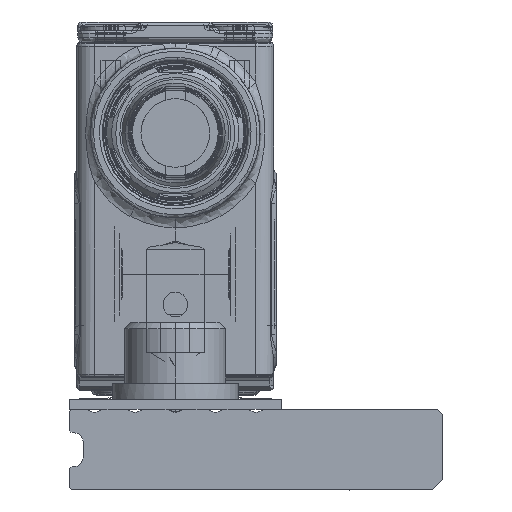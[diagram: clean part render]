
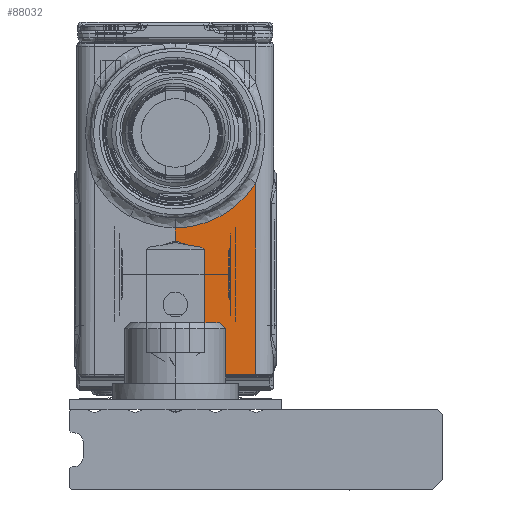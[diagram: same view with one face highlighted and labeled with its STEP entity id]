
A CAD part, left-side view. The second image highlights one B-rep face of the part: STEP entity #88032.
In plain terms, the highlighted planar face has unit normal (-1, -0.018, 0).
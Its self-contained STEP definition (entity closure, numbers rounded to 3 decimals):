
#87999=AXIS2_PLACEMENT_3D('Plane Axis2P3D',#87996,#87997,#87998) ;
#86676=CARTESIAN_POINT('Vertex',(-312.275,18.519,-32.418)) ;
#86764=CARTESIAN_POINT('Control Point',(-312.395,25.39,-19.564)) ;
#86765=CARTESIAN_POINT('Control Point',(-312.397,25.467,-19.508)) ;
#86766=CARTESIAN_POINT('Control Point',(-312.4,25.631,-19.409)) ;
#86767=CARTESIAN_POINT('Control Point',(-312.404,25.856,-19.329)) ;
#86768=CARTESIAN_POINT('Control Point',(-312.407,26.041,-19.292)) ;
#86769=CARTESIAN_POINT('Control Point',(-312.408,26.135,-19.282)) ;
#86770=CARTESIAN_POINT('Control Point',(-312.409,26.182,-19.28)) ;
#86771=CARTESIAN_POINT('Vertex',(-312.395,25.39,-19.564)) ;
#86773=CARTESIAN_POINT('Vertex',(-312.409,26.182,-19.28)) ;
#86820=CARTESIAN_POINT('Line Origine',(-312.424,27.007,-19.239)) ;
#86824=CARTESIAN_POINT('Vertex',(-312.415,26.5,-19.264)) ;
#86852=CARTESIAN_POINT('Line Origine',(-312.345,22.509,-32.418)) ;
#86856=CARTESIAN_POINT('Vertex',(-312.365,23.636,-32.418)) ;
#86911=CARTESIAN_POINT('Control Point',(-312.365,23.636,-19.992)) ;
#86912=CARTESIAN_POINT('Control Point',(-312.365,23.636,-19.987)) ;
#86913=CARTESIAN_POINT('Control Point',(-312.365,23.636,-19.983)) ;
#86914=CARTESIAN_POINT('Control Point',(-312.365,23.637,-19.978)) ;
#86915=CARTESIAN_POINT('Control Point',(-312.365,23.641,-19.966)) ;
#86916=CARTESIAN_POINT('Control Point',(-312.365,23.648,-19.955)) ;
#86917=CARTESIAN_POINT('Control Point',(-312.365,23.653,-19.949)) ;
#86918=CARTESIAN_POINT('Control Point',(-312.365,23.666,-19.934)) ;
#86919=CARTESIAN_POINT('Control Point',(-312.366,23.682,-19.922)) ;
#86920=CARTESIAN_POINT('Control Point',(-312.366,23.692,-19.915)) ;
#86921=CARTESIAN_POINT('Control Point',(-312.366,23.719,-19.898)) ;
#86922=CARTESIAN_POINT('Control Point',(-312.367,23.748,-19.883)) ;
#86923=CARTESIAN_POINT('Control Point',(-312.367,23.765,-19.875)) ;
#86924=CARTESIAN_POINT('Control Point',(-312.368,23.813,-19.855)) ;
#86925=CARTESIAN_POINT('Control Point',(-312.369,23.862,-19.838)) ;
#86926=CARTESIAN_POINT('Control Point',(-312.369,23.888,-19.829)) ;
#86927=CARTESIAN_POINT('Control Point',(-312.371,23.969,-19.804)) ;
#86928=CARTESIAN_POINT('Control Point',(-312.372,24.048,-19.784)) ;
#86929=CARTESIAN_POINT('Control Point',(-312.373,24.096,-19.772)) ;
#86930=CARTESIAN_POINT('Control Point',(-312.375,24.214,-19.745)) ;
#86931=CARTESIAN_POINT('Control Point',(-312.377,24.334,-19.721)) ;
#86932=CARTESIAN_POINT('Control Point',(-312.378,24.401,-19.709)) ;
#86933=CARTESIAN_POINT('Control Point',(-312.382,24.644,-19.666)) ;
#86934=CARTESIAN_POINT('Control Point',(-312.387,24.888,-19.629)) ;
#86935=CARTESIAN_POINT('Control Point',(-312.39,25.056,-19.606)) ;
#86936=CARTESIAN_POINT('Control Point',(-312.392,25.223,-19.585)) ;
#86937=CARTESIAN_POINT('Control Point',(-312.395,25.39,-19.564)) ;
#86938=CARTESIAN_POINT('Vertex',(-312.365,23.636,-19.992)) ;
#87070=CARTESIAN_POINT('Line Origine',(-312.365,23.636,-26.205)) ;
#87953=CARTESIAN_POINT('Line Origine',(-312.275,18.519,-16.627)) ;
#87957=CARTESIAN_POINT('Vertex',(-312.275,18.519,-13.429)) ;
#87996=CARTESIAN_POINT('Axis2P3D Location',(-312.415,26.5,-34.492)) ;
#88002=CARTESIAN_POINT('Control Point',(-312.275,18.519,-13.429)) ;
#88003=CARTESIAN_POINT('Control Point',(-312.284,18.992,-14.196)) ;
#88004=CARTESIAN_POINT('Control Point',(-312.294,19.557,-14.906)) ;
#88005=CARTESIAN_POINT('Control Point',(-312.305,20.205,-15.545)) ;
#88006=CARTESIAN_POINT('Control Point',(-312.33,21.641,-16.654)) ;
#88007=CARTESIAN_POINT('Control Point',(-312.359,23.299,-17.393)) ;
#88008=CARTESIAN_POINT('Control Point',(-312.374,24.168,-17.661)) ;
#88009=CARTESIAN_POINT('Control Point',(-312.392,25.168,-17.841)) ;
#88010=CARTESIAN_POINT('Control Point',(-312.409,26.176,-17.887)) ;
#88011=CARTESIAN_POINT('Control Point',(-312.411,26.284,-17.89)) ;
#88012=CARTESIAN_POINT('Control Point',(-312.413,26.392,-17.892)) ;
#88013=CARTESIAN_POINT('Control Point',(-312.415,26.5,-17.892)) ;
#88014=CARTESIAN_POINT('Vertex',(-312.415,26.5,-17.892)) ;
#88017=CARTESIAN_POINT('Line Origine',(-312.415,26.5,-18.578)) ;
#86821=DIRECTION('Vector Direction',(-0.017,0.999,0.05)) ;
#86853=DIRECTION('Vector Direction',(0.017,-1.,0.)) ;
#87071=DIRECTION('Vector Direction',(0.,0.,-1.)) ;
#87954=DIRECTION('Vector Direction',(0.,0.,-1.)) ;
#87997=DIRECTION('Axis2P3D Direction',(1.,0.017,0.)) ;
#87998=DIRECTION('Axis2P3D XDirection',(0.,0.,-1.)) ;
#88018=DIRECTION('Vector Direction',(0.,0.,-1.)) ;
#86822=VECTOR('Line Direction',#86821,1.) ;
#86854=VECTOR('Line Direction',#86853,1.) ;
#87072=VECTOR('Line Direction',#87071,1.) ;
#87955=VECTOR('Line Direction',#87954,1.) ;
#88019=VECTOR('Line Direction',#88018,1.) ;
#88023=ORIENTED_EDGE('',*,*,#86940,.F.) ;
#88024=ORIENTED_EDGE('',*,*,#87074,.T.) ;
#88025=ORIENTED_EDGE('',*,*,#86858,.F.) ;
#88026=ORIENTED_EDGE('',*,*,#87959,.F.) ;
#88027=ORIENTED_EDGE('',*,*,#88016,.T.) ;
#88028=ORIENTED_EDGE('',*,*,#88021,.T.) ;
#88029=ORIENTED_EDGE('',*,*,#86826,.T.) ;
#88030=ORIENTED_EDGE('',*,*,#86775,.F.) ;
#88032=ADVANCED_FACE('Brep With Voids',(#88031),#88000,.F.) ;
#86763=B_SPLINE_CURVE_WITH_KNOTS('',3,(#86764,#86765,#86766,#86767,#86768,#86769,#86770),.UNSPECIFIED.,.F.,.U.,(4,1,1,1,4),(1.187,1.421,1.653,1.769,1.885),.UNSPECIFIED.) ;
#86910=B_SPLINE_CURVE_WITH_KNOTS('',5,(#86911,#86912,#86913,#86914,#86915,#86916,#86917,#86918,#86919,#86920,#86921,#86922,#86923,#86924,#86925,#86926,#86927,#86928,#86929,#86930,#86931,#86932,#86933,#86934,#86935,#86936,#86937),.UNSPECIFIED.,.F.,.U.,(6,3,3,3,3,3,3,3,6),(0.,0.033,0.086,0.173,0.31,0.541,0.896,1.426,2.622),.UNSPECIFIED.) ;
#88001=B_SPLINE_CURVE_WITH_KNOTS('',5,(#88002,#88003,#88004,#88005,#88006,#88007,#88008,#88009,#88010,#88011,#88012,#88013),.UNSPECIFIED.,.F.,.U.,(6,3,3,6),(0.,6.385,12.773,13.537),.UNSPECIFIED.) ;
#86775=EDGE_CURVE('',#86772,#86774,#86763,.T.) ;
#86826=EDGE_CURVE('',#86825,#86774,#86823,.F.) ;
#86858=EDGE_CURVE('',#86677,#86857,#86855,.F.) ;
#86940=EDGE_CURVE('',#86939,#86772,#86910,.T.) ;
#87074=EDGE_CURVE('',#86939,#86857,#87073,.T.) ;
#87959=EDGE_CURVE('',#87958,#86677,#87956,.T.) ;
#88016=EDGE_CURVE('',#87958,#88015,#88001,.T.) ;
#88021=EDGE_CURVE('',#88015,#86825,#88020,.T.) ;
#88022=EDGE_LOOP('',(#88023,#88024,#88025,#88026,#88027,#88028,#88029,#88030)) ;
#88031=FACE_OUTER_BOUND('',#88022,.T.) ;
#86823=LINE('Line',#86820,#86822) ;
#86855=LINE('Line',#86852,#86854) ;
#87073=LINE('Line',#87070,#87072) ;
#87956=LINE('Line',#87953,#87955) ;
#88020=LINE('Line',#88017,#88019) ;
#88000=PLANE('',#87999) ;
#86677=VERTEX_POINT('',#86676) ;
#86772=VERTEX_POINT('',#86771) ;
#86774=VERTEX_POINT('',#86773) ;
#86825=VERTEX_POINT('',#86824) ;
#86857=VERTEX_POINT('',#86856) ;
#86939=VERTEX_POINT('',#86938) ;
#87958=VERTEX_POINT('',#87957) ;
#88015=VERTEX_POINT('',#88014) ;
